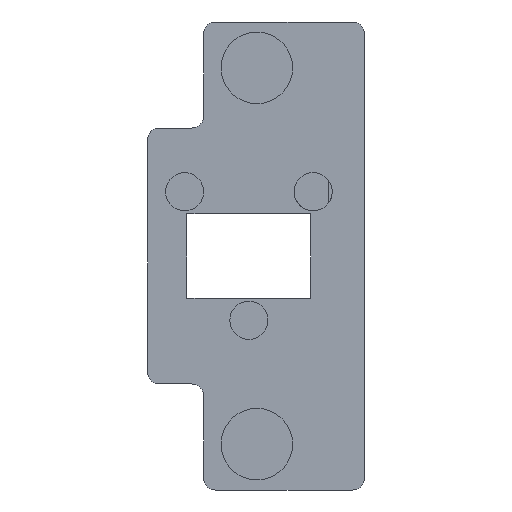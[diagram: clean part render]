
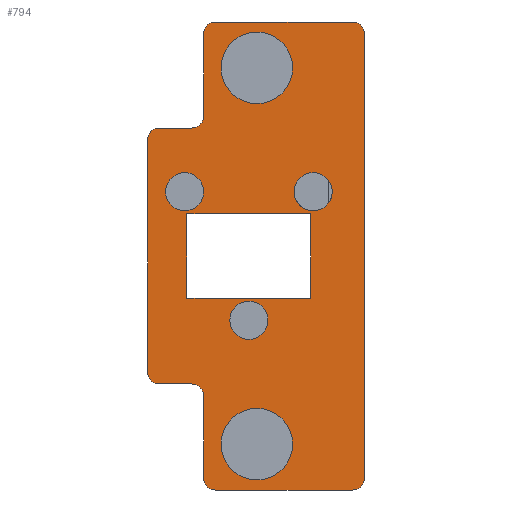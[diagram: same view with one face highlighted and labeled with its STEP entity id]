
A CAD part, front view. The second image highlights one B-rep face of the part: STEP entity #794.
In plain terms, the highlighted planar face has unit normal (0, -1, 0).
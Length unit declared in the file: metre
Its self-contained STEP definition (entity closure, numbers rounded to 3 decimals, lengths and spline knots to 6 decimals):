
#38=LINE('',#1213,#110);
#39=LINE('',#1216,#111);
#40=LINE('',#1218,#112);
#41=LINE('',#1220,#113);
#42=LINE('',#1221,#114);
#43=LINE('',#1226,#115);
#44=LINE('',#1230,#116);
#45=LINE('',#1234,#117);
#46=LINE('',#1238,#118);
#47=LINE('',#1242,#119);
#48=LINE('',#1246,#120);
#49=LINE('',#1250,#121);
#110=VECTOR('',#963,1.);
#111=VECTOR('',#964,1.);
#112=VECTOR('',#965,1.);
#113=VECTOR('',#966,1.);
#114=VECTOR('',#967,1.);
#115=VECTOR('',#970,1.);
#116=VECTOR('',#973,1.);
#117=VECTOR('',#976,1.);
#118=VECTOR('',#979,1.);
#119=VECTOR('',#982,1.);
#120=VECTOR('',#985,1.);
#121=VECTOR('',#988,1.);
#182=ORIENTED_EDGE('',*,*,#404,.F.);
#183=ORIENTED_EDGE('',*,*,#405,.F.);
#184=ORIENTED_EDGE('',*,*,#406,.T.);
#185=ORIENTED_EDGE('',*,*,#407,.T.);
#186=ORIENTED_EDGE('',*,*,#408,.T.);
#187=ORIENTED_EDGE('',*,*,#409,.T.);
#188=ORIENTED_EDGE('',*,*,#410,.T.);
#189=ORIENTED_EDGE('',*,*,#411,.T.);
#190=ORIENTED_EDGE('',*,*,#412,.T.);
#191=ORIENTED_EDGE('',*,*,#413,.T.);
#192=ORIENTED_EDGE('',*,*,#414,.T.);
#193=ORIENTED_EDGE('',*,*,#415,.T.);
#194=ORIENTED_EDGE('',*,*,#416,.T.);
#195=ORIENTED_EDGE('',*,*,#417,.T.);
#196=ORIENTED_EDGE('',*,*,#418,.T.);
#197=ORIENTED_EDGE('',*,*,#419,.F.);
#198=ORIENTED_EDGE('',*,*,#420,.T.);
#199=ORIENTED_EDGE('',*,*,#421,.T.);
#200=ORIENTED_EDGE('',*,*,#422,.T.);
#201=ORIENTED_EDGE('',*,*,#423,.T.);
#202=ORIENTED_EDGE('',*,*,#424,.T.);
#203=ORIENTED_EDGE('',*,*,#425,.T.);
#204=ORIENTED_EDGE('',*,*,#426,.T.);
#205=ORIENTED_EDGE('',*,*,#427,.T.);
#206=ORIENTED_EDGE('',*,*,#428,.T.);
#404=EDGE_CURVE('',#515,#515,#592,.T.);
#405=EDGE_CURVE('',#516,#516,#593,.T.);
#406=EDGE_CURVE('',#517,#517,#594,.T.);
#407=EDGE_CURVE('',#518,#518,#595,.T.);
#408=EDGE_CURVE('',#519,#519,#596,.T.);
#409=EDGE_CURVE('',#520,#521,#38,.T.);
#410=EDGE_CURVE('',#521,#522,#39,.T.);
#411=EDGE_CURVE('',#522,#523,#40,.T.);
#412=EDGE_CURVE('',#523,#520,#41,.T.);
#413=EDGE_CURVE('',#524,#525,#42,.T.);
#414=EDGE_CURVE('',#525,#526,#597,.T.);
#415=EDGE_CURVE('',#526,#527,#43,.T.);
#416=EDGE_CURVE('',#527,#528,#598,.T.);
#417=EDGE_CURVE('',#528,#529,#44,.T.);
#418=EDGE_CURVE('',#529,#530,#599,.F.);
#419=EDGE_CURVE('',#531,#530,#45,.T.);
#420=EDGE_CURVE('',#531,#532,#600,.T.);
#421=EDGE_CURVE('',#532,#533,#46,.T.);
#422=EDGE_CURVE('',#533,#534,#601,.T.);
#423=EDGE_CURVE('',#534,#535,#47,.T.);
#424=EDGE_CURVE('',#535,#536,#602,.F.);
#425=EDGE_CURVE('',#536,#537,#48,.T.);
#426=EDGE_CURVE('',#537,#538,#603,.T.);
#427=EDGE_CURVE('',#538,#539,#49,.T.);
#428=EDGE_CURVE('',#539,#524,#604,.T.);
#515=VERTEX_POINT('',#1204);
#516=VERTEX_POINT('',#1206);
#517=VERTEX_POINT('',#1208);
#518=VERTEX_POINT('',#1210);
#519=VERTEX_POINT('',#1212);
#520=VERTEX_POINT('',#1214);
#521=VERTEX_POINT('',#1215);
#522=VERTEX_POINT('',#1217);
#523=VERTEX_POINT('',#1219);
#524=VERTEX_POINT('',#1222);
#525=VERTEX_POINT('',#1223);
#526=VERTEX_POINT('',#1225);
#527=VERTEX_POINT('',#1227);
#528=VERTEX_POINT('',#1229);
#529=VERTEX_POINT('',#1231);
#530=VERTEX_POINT('',#1233);
#531=VERTEX_POINT('',#1235);
#532=VERTEX_POINT('',#1237);
#533=VERTEX_POINT('',#1239);
#534=VERTEX_POINT('',#1241);
#535=VERTEX_POINT('',#1243);
#536=VERTEX_POINT('',#1245);
#537=VERTEX_POINT('',#1247);
#538=VERTEX_POINT('',#1249);
#539=VERTEX_POINT('',#1251);
#592=CIRCLE('',#861,0.003);
#593=CIRCLE('',#862,0.003);
#594=CIRCLE('',#863,0.0016);
#595=CIRCLE('',#864,0.0016);
#596=CIRCLE('',#865,0.0016);
#597=CIRCLE('',#866,0.001);
#598=CIRCLE('',#867,0.001);
#599=CIRCLE('',#868,0.001);
#600=CIRCLE('',#869,0.001);
#601=CIRCLE('',#870,0.001);
#602=CIRCLE('',#871,0.001);
#603=CIRCLE('',#872,0.001);
#604=CIRCLE('',#873,0.001);
#623=EDGE_LOOP('',(#182));
#624=EDGE_LOOP('',(#183));
#625=EDGE_LOOP('',(#184));
#626=EDGE_LOOP('',(#185));
#627=EDGE_LOOP('',(#186));
#628=EDGE_LOOP('',(#187,#188,#189,#190));
#629=EDGE_LOOP('',(#191,#192,#193,#194,#195,#196,#197,#198,#199,#200,#201,
#202,#203,#204,#205,#206));
#691=FACE_BOUND('',#623,.T.);
#692=FACE_BOUND('',#624,.T.);
#693=FACE_BOUND('',#625,.T.);
#694=FACE_BOUND('',#626,.T.);
#695=FACE_BOUND('',#627,.T.);
#696=FACE_BOUND('',#628,.T.);
#697=FACE_BOUND('',#629,.T.);
#759=PLANE('',#860);
#794=ADVANCED_FACE('',(#691,#692,#693,#694,#695,#696,#697),#759,.T.);
#860=AXIS2_PLACEMENT_3D('',#1202,#951,#952);
#861=AXIS2_PLACEMENT_3D('',#1203,#953,#954);
#862=AXIS2_PLACEMENT_3D('',#1205,#955,#956);
#863=AXIS2_PLACEMENT_3D('',#1207,#957,#958);
#864=AXIS2_PLACEMENT_3D('',#1209,#959,#960);
#865=AXIS2_PLACEMENT_3D('',#1211,#961,#962);
#866=AXIS2_PLACEMENT_3D('',#1224,#968,#969);
#867=AXIS2_PLACEMENT_3D('',#1228,#971,#972);
#868=AXIS2_PLACEMENT_3D('',#1232,#974,#975);
#869=AXIS2_PLACEMENT_3D('',#1236,#977,#978);
#870=AXIS2_PLACEMENT_3D('',#1240,#980,#981);
#871=AXIS2_PLACEMENT_3D('',#1244,#983,#984);
#872=AXIS2_PLACEMENT_3D('',#1248,#986,#987);
#873=AXIS2_PLACEMENT_3D('',#1252,#989,#990);
#951=DIRECTION('',(0.,-1.,0.));
#952=DIRECTION('',(1.,0.,0.));
#953=DIRECTION('',(0.,-1.,0.));
#954=DIRECTION('',(-1.,0.,0.));
#955=DIRECTION('',(0.,-1.,0.));
#956=DIRECTION('',(-1.,0.,0.));
#957=DIRECTION('',(0.,1.,0.));
#958=DIRECTION('',(0.,0.,1.));
#959=DIRECTION('',(0.,1.,0.));
#960=DIRECTION('',(0.,0.,1.));
#961=DIRECTION('',(0.,1.,0.));
#962=DIRECTION('',(0.,0.,1.));
#963=DIRECTION('',(1.,0.,0.));
#964=DIRECTION('',(0.,0.,-1.));
#965=DIRECTION('',(-1.,0.,0.));
#966=DIRECTION('',(0.,0.,1.));
#967=DIRECTION('',(0.,0.,1.));
#968=DIRECTION('',(0.,-1.,0.));
#969=DIRECTION('',(-1.,0.,0.));
#970=DIRECTION('',(-1.,0.,0.));
#971=DIRECTION('',(0.,-1.,0.));
#972=DIRECTION('',(-1.,0.,0.));
#973=DIRECTION('',(0.,0.,-1.));
#974=DIRECTION('',(0.,-1.,0.));
#975=DIRECTION('',(-1.,0.,0.));
#976=DIRECTION('',(1.,0.,0.));
#977=DIRECTION('',(0.,-1.,0.));
#978=DIRECTION('',(-1.,0.,0.));
#979=DIRECTION('',(0.,0.,-1.));
#980=DIRECTION('',(0.,-1.,0.));
#981=DIRECTION('',(-1.,0.,0.));
#982=DIRECTION('',(1.,0.,0.));
#983=DIRECTION('',(0.,-1.,0.));
#984=DIRECTION('',(-1.,0.,0.));
#985=DIRECTION('',(0.,0.,-1.));
#986=DIRECTION('',(0.,-1.,0.));
#987=DIRECTION('',(-1.,0.,0.));
#988=DIRECTION('',(1.,0.,0.));
#989=DIRECTION('',(0.,-1.,0.));
#990=DIRECTION('',(-1.,0.,0.));
#1202=CARTESIAN_POINT('',(-0.05368,-0.027785,-0.240844));
#1203=CARTESIAN_POINT('',(-0.054456,-0.027785,-0.256644));
#1204=CARTESIAN_POINT('',(-0.057456,-0.027785,-0.256644));
#1205=CARTESIAN_POINT('',(-0.054456,-0.027785,-0.225044));
#1206=CARTESIAN_POINT('',(-0.057456,-0.027785,-0.225044));
#1207=CARTESIAN_POINT('',(-0.049729,-0.027785,-0.235444));
#1208=CARTESIAN_POINT('',(-0.049729,-0.027785,-0.233844));
#1209=CARTESIAN_POINT('',(-0.060529,-0.027785,-0.235444));
#1210=CARTESIAN_POINT('',(-0.060529,-0.027785,-0.233844));
#1211=CARTESIAN_POINT('',(-0.055129,-0.027785,-0.246244));
#1212=CARTESIAN_POINT('',(-0.055129,-0.027785,-0.244644));
#1213=CARTESIAN_POINT('',(-0.061979,-0.027785,-0.237294));
#1214=CARTESIAN_POINT('',(-0.060329,-0.027785,-0.237294));
#1215=CARTESIAN_POINT('',(-0.049929,-0.027785,-0.237294));
#1216=CARTESIAN_POINT('',(-0.049929,-0.027785,-0.232319));
#1217=CARTESIAN_POINT('',(-0.049929,-0.027785,-0.244394));
#1218=CARTESIAN_POINT('',(-0.056779,-0.027785,-0.244394));
#1219=CARTESIAN_POINT('',(-0.060329,-0.027785,-0.244394));
#1220=CARTESIAN_POINT('',(-0.060329,-0.027785,-0.235869));
#1221=CARTESIAN_POINT('',(-0.045429,-0.027785,-0.225023));
#1222=CARTESIAN_POINT('',(-0.045429,-0.027785,-0.259498));
#1223=CARTESIAN_POINT('',(-0.045429,-0.027785,-0.22219));
#1224=CARTESIAN_POINT('',(-0.046429,-0.027785,-0.22219));
#1225=CARTESIAN_POINT('',(-0.046429,-0.027785,-0.22119));
#1226=CARTESIAN_POINT('',(-0.052179,-0.027785,-0.22119));
#1227=CARTESIAN_POINT('',(-0.057929,-0.027785,-0.22119));
#1228=CARTESIAN_POINT('',(-0.057929,-0.027785,-0.22219));
#1229=CARTESIAN_POINT('',(-0.058929,-0.027785,-0.22219));
#1230=CARTESIAN_POINT('',(-0.058929,-0.027785,-0.225642));
#1231=CARTESIAN_POINT('',(-0.058929,-0.027785,-0.229094));
#1232=CARTESIAN_POINT('',(-0.059929,-0.027785,-0.229094));
#1233=CARTESIAN_POINT('',(-0.059929,-0.027785,-0.230094));
#1234=CARTESIAN_POINT('',(-0.061779,-0.027785,-0.230094));
#1235=CARTESIAN_POINT('',(-0.062629,-0.027785,-0.230094));
#1236=CARTESIAN_POINT('',(-0.062629,-0.027785,-0.231094));
#1237=CARTESIAN_POINT('',(-0.063629,-0.027785,-0.231094));
#1238=CARTESIAN_POINT('',(-0.063629,-0.027785,-0.225023));
#1239=CARTESIAN_POINT('',(-0.063629,-0.027785,-0.250594));
#1240=CARTESIAN_POINT('',(-0.062629,-0.027785,-0.250594));
#1241=CARTESIAN_POINT('',(-0.062629,-0.027785,-0.251594));
#1242=CARTESIAN_POINT('',(-0.045429,-0.027785,-0.251594));
#1243=CARTESIAN_POINT('',(-0.059929,-0.027785,-0.251594));
#1244=CARTESIAN_POINT('',(-0.059929,-0.027785,-0.252594));
#1245=CARTESIAN_POINT('',(-0.058929,-0.027785,-0.252594));
#1246=CARTESIAN_POINT('',(-0.058929,-0.027785,-0.256046));
#1247=CARTESIAN_POINT('',(-0.058929,-0.027785,-0.259498));
#1248=CARTESIAN_POINT('',(-0.057929,-0.027785,-0.259498));
#1249=CARTESIAN_POINT('',(-0.057929,-0.027785,-0.260498));
#1250=CARTESIAN_POINT('',(-0.052179,-0.027785,-0.260498));
#1251=CARTESIAN_POINT('',(-0.046429,-0.027785,-0.260498));
#1252=CARTESIAN_POINT('',(-0.046429,-0.027785,-0.259498));
